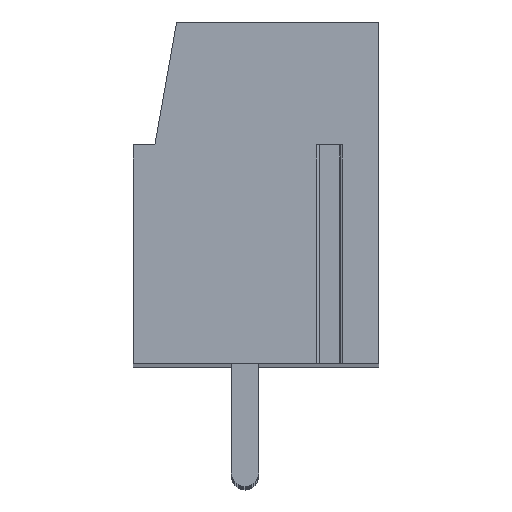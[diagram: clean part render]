
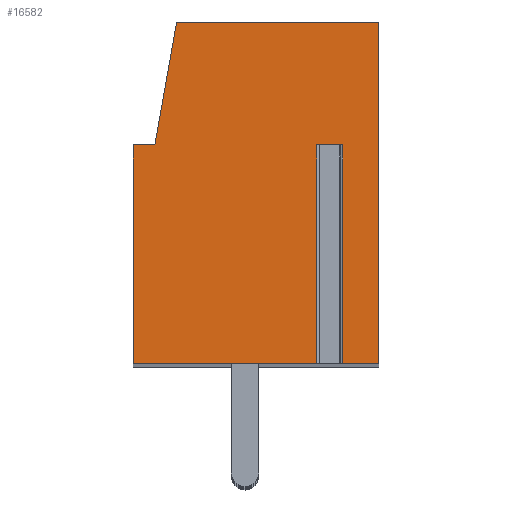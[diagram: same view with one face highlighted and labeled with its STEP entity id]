
A CAD part, top view. The second image highlights one B-rep face of the part: STEP entity #16582.
In plain terms, the highlighted planar face has unit normal (0, 0, 1).
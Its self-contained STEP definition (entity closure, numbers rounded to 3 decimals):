
#405=DIRECTION('',(-1.,0.,0.));
#406=VECTOR('',#405,0.958);
#407=CARTESIAN_POINT('',(3.179,1.75,72.5));
#408=LINE('',#407,#406);
#409=DIRECTION('',(0.,-1.,0.));
#410=VECTOR('',#409,8.);
#411=CARTESIAN_POINT('',(2.221,1.75,72.5));
#412=LINE('',#411,#410);
#413=DIRECTION('',(1.,0.,0.));
#414=VECTOR('',#413,6.721);
#415=CARTESIAN_POINT('',(-4.5,-6.25,72.5));
#416=LINE('',#415,#414);
#417=DIRECTION('',(0.,-1.,0.));
#418=VECTOR('',#417,8.);
#419=CARTESIAN_POINT('',(-4.5,1.75,72.5));
#420=LINE('',#419,#418);
#421=DIRECTION('',(-1.,0.,0.));
#422=VECTOR('',#421,0.8);
#423=CARTESIAN_POINT('',(-3.7,1.75,72.5));
#424=LINE('',#423,#422);
#425=DIRECTION('',(-0.174,-0.985,0.));
#426=VECTOR('',#425,4.569);
#427=CARTESIAN_POINT('',(-2.907,6.25,72.5));
#428=LINE('',#427,#426);
#429=DIRECTION('',(-1.,0.,0.));
#430=VECTOR('',#429,7.407);
#431=CARTESIAN_POINT('',(4.5,6.25,72.5));
#432=LINE('',#431,#430);
#433=DIRECTION('',(0.,1.,0.));
#434=VECTOR('',#433,12.5);
#435=CARTESIAN_POINT('',(4.5,-6.25,72.5));
#436=LINE('',#435,#434);
#437=DIRECTION('',(1.,0.,0.));
#438=VECTOR('',#437,1.321);
#439=CARTESIAN_POINT('',(3.179,-6.25,72.5));
#440=LINE('',#439,#438);
#441=DIRECTION('',(0.,-1.,0.));
#442=VECTOR('',#441,8.);
#443=CARTESIAN_POINT('',(3.179,1.75,72.5));
#444=LINE('',#443,#442);
#12665=CARTESIAN_POINT('',(4.5,-6.25,72.5));
#12666=CARTESIAN_POINT('',(4.5,6.25,72.5));
#12667=VERTEX_POINT('',#12665);
#12668=VERTEX_POINT('',#12666);
#12669=CARTESIAN_POINT('',(-2.907,6.25,72.5));
#12670=VERTEX_POINT('',#12669);
#12671=CARTESIAN_POINT('',(-3.7,1.75,72.5));
#12672=VERTEX_POINT('',#12671);
#12673=CARTESIAN_POINT('',(-4.5,1.75,72.5));
#12674=VERTEX_POINT('',#12673);
#12675=CARTESIAN_POINT('',(-4.5,-6.25,72.5));
#12676=VERTEX_POINT('',#12675);
#12721=CARTESIAN_POINT('',(3.179,1.75,72.5));
#12722=CARTESIAN_POINT('',(2.221,1.75,72.5));
#12723=VERTEX_POINT('',#12721);
#12724=VERTEX_POINT('',#12722);
#12725=CARTESIAN_POINT('',(3.179,-6.25,72.5));
#12726=VERTEX_POINT('',#12725);
#12727=CARTESIAN_POINT('',(2.221,-6.25,72.5));
#12728=VERTEX_POINT('',#12727);
#16558=CARTESIAN_POINT('',(0.,0.,72.5));
#16559=DIRECTION('',(0.,0.,1.));
#16560=DIRECTION('',(1.,0.,0.));
#16561=AXIS2_PLACEMENT_3D('',#16558,#16559,#16560);
#16562=PLANE('',#16561);
#16564=ORIENTED_EDGE('',*,*,#16563,.T.);
#16565=ORIENTED_EDGE('',*,*,#16549,.T.);
#16566=ORIENTED_EDGE('',*,*,#16340,.F.);
#16568=ORIENTED_EDGE('',*,*,#16567,.F.);
#16570=ORIENTED_EDGE('',*,*,#16569,.F.);
#16572=ORIENTED_EDGE('',*,*,#16571,.F.);
#16574=ORIENTED_EDGE('',*,*,#16573,.F.);
#16576=ORIENTED_EDGE('',*,*,#16575,.F.);
#16577=ORIENTED_EDGE('',*,*,#16319,.F.);
#16579=ORIENTED_EDGE('',*,*,#16578,.F.);
#16580=EDGE_LOOP('',(#16564,#16565,#16566,#16568,#16570,#16572,#16574,#16576,
#16577,#16579));
#16581=FACE_OUTER_BOUND('',#16580,.F.);
#16319=EDGE_CURVE('',#12726,#12667,#440,.T.);
#16340=EDGE_CURVE('',#12676,#12728,#416,.T.);
#16549=EDGE_CURVE('',#12724,#12728,#412,.T.);
#16563=EDGE_CURVE('',#12723,#12724,#408,.T.);
#16567=EDGE_CURVE('',#12674,#12676,#420,.T.);
#16569=EDGE_CURVE('',#12672,#12674,#424,.T.);
#16571=EDGE_CURVE('',#12670,#12672,#428,.T.);
#16573=EDGE_CURVE('',#12668,#12670,#432,.T.);
#16575=EDGE_CURVE('',#12667,#12668,#436,.T.);
#16578=EDGE_CURVE('',#12723,#12726,#444,.T.);
#16582=ADVANCED_FACE('',(#16581),#16562,.T.);
